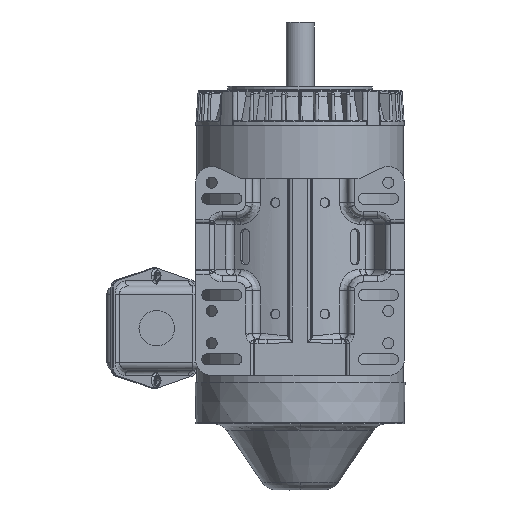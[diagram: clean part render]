
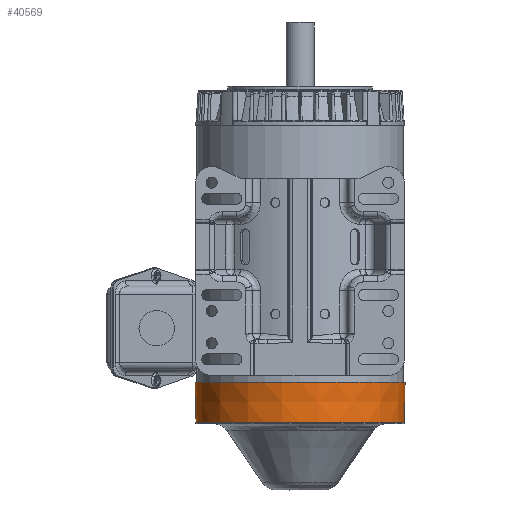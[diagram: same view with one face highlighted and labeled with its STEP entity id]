
A CAD part, front view. The second image highlights one B-rep face of the part: STEP entity #40569.
In plain terms, the highlighted conical face has half-angle 1.465 degrees and reference radius 83.004 mm.
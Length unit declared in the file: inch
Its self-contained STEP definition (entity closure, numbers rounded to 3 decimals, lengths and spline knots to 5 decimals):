
#211 = DIRECTION ( 'NONE',  ( 1., 0., 0. ) ) ;
#4659 = DIRECTION ( 'NONE',  ( 1., 0., 0. ) ) ;
#6064 = LINE ( 'NONE', #42356, #69126 ) ;
#7026 = DIRECTION ( 'NONE',  ( 0.026, 0., 1. ) ) ;
#9728 = DIRECTION ( 'NONE',  ( 0., 0., -1. ) ) ;
#14391 = DIRECTION ( 'NONE',  ( 0., 0., -1. ) ) ;
#21639 = CONICAL_SURFACE ( 'NONE', #84590, 3.26786, 0.026 ) ;
#22607 = EDGE_LOOP ( 'NONE', ( #25773, #84289, #106795, #34543 ) ) ;
#25773 = ORIENTED_EDGE ( 'NONE', *, *, #78733, .F. ) ;
#29494 = CARTESIAN_POINT ( 'NONE',  ( 0., 0., -4. ) ) ;
#34143 = DIRECTION ( 'NONE',  ( 1., 0., 0. ) ) ;
#34380 = AXIS2_PLACEMENT_3D ( 'NONE', #119357, #14391, #34143 ) ;
#34543 = ORIENTED_EDGE ( 'NONE', *, *, #124134, .T. ) ;
#40318 = DIRECTION ( 'NONE',  ( 0., 0., 1. ) ) ;
#40569 = ADVANCED_FACE ( 'NONE', ( #97575 ), #21639, .T. ) ;
#42356 = CARTESIAN_POINT ( 'NONE',  ( -3.26786, 0., -4. ) ) ;
#44928 = DIRECTION ( 'NONE',  ( -0.026, 0., 1. ) ) ;
#48317 = VERTEX_POINT ( 'NONE', #124087 ) ;
#52868 = CARTESIAN_POINT ( 'NONE',  ( 3.2359, 0., -5.25 ) ) ;
#62354 = EDGE_CURVE ( 'NONE', #114419, #81753, #112678, .T. ) ;
#62856 = CARTESIAN_POINT ( 'NONE',  ( 3.26786, 0., -4. ) ) ;
#66430 = CARTESIAN_POINT ( 'NONE',  ( -3.2359, 0., -5.25 ) ) ;
#69126 = VECTOR ( 'NONE', #44928, 39.37008 ) ;
#76980 = EDGE_CURVE ( 'NONE', #114419, #79781, #92328, .T. ) ;
#78733 = EDGE_CURVE ( 'NONE', #81753, #48317, #6064, .T. ) ;
#79781 = VERTEX_POINT ( 'NONE', #62856 ) ;
#81753 = VERTEX_POINT ( 'NONE', #66430 ) ;
#84289 = ORIENTED_EDGE ( 'NONE', *, *, #62354, .F. ) ;
#84590 = AXIS2_PLACEMENT_3D ( 'NONE', #29494, #40318, #4659 ) ;
#85131 = CIRCLE ( 'NONE', #34380, 3.26786 ) ;
#86218 = AXIS2_PLACEMENT_3D ( 'NONE', #96908, #9728, #211 ) ;
#92328 = LINE ( 'NONE', #111379, #103777 ) ;
#96908 = CARTESIAN_POINT ( 'NONE',  ( 0., 0., -5.25 ) ) ;
#97575 = FACE_OUTER_BOUND ( 'NONE', #22607, .T. ) ;
#103777 = VECTOR ( 'NONE', #7026, 39.37008 ) ;
#106795 = ORIENTED_EDGE ( 'NONE', *, *, #76980, .T. ) ;
#111379 = CARTESIAN_POINT ( 'NONE',  ( 3.26786, 0., -4. ) ) ;
#112678 = CIRCLE ( 'NONE', #86218, 3.2359 ) ;
#114419 = VERTEX_POINT ( 'NONE', #52868 ) ;
#119357 = CARTESIAN_POINT ( 'NONE',  ( 0., 0., -4. ) ) ;
#124087 = CARTESIAN_POINT ( 'NONE',  ( -3.26786, 0., -4. ) ) ;
#124134 = EDGE_CURVE ( 'NONE', #79781, #48317, #85131, .T. ) ;
